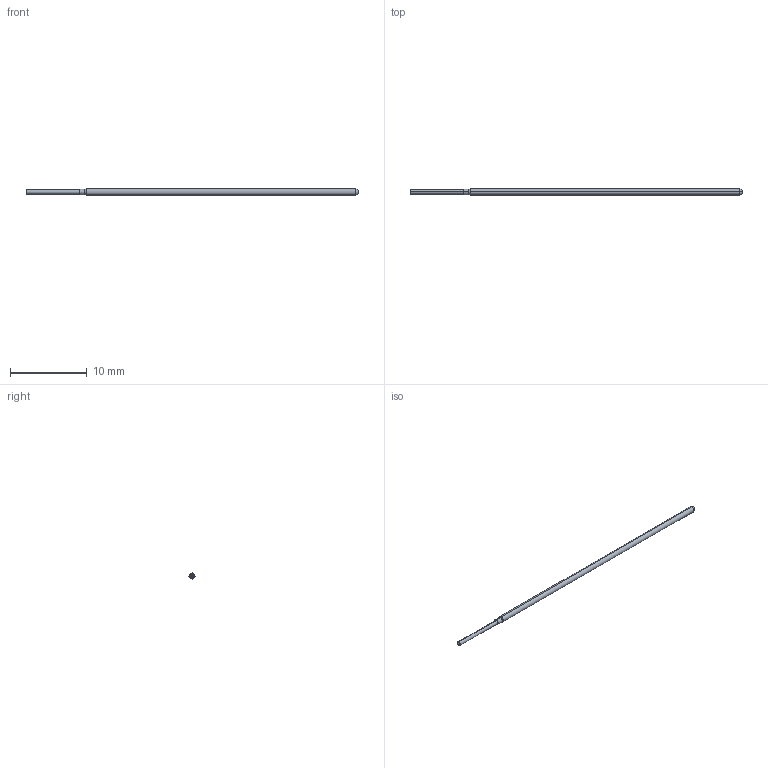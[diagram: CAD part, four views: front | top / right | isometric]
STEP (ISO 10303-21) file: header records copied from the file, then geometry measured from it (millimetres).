
FILE_DESCRIPTION (( 'STEP AP214' ), '1' );
FILE_NAME ('050-2542.STEP', '2022-01-13T14:53:14', ( '' ), ( '' ), 'SwSTEP 2.0', 'SolidWorks 2020', '' );
FILE_SCHEMA (( 'AUTOMOTIVE_DESIGN' ));
Length unit declared in the file: inch
Products named in the file (1): 050-2542
Bounding box: 43.18 x 0.78 x 0.78 mm (x, y, z)
Volume: 18.9 mm3; surface area: 101.1 mm2
Topology: 1 solids, 1 shells, 18 faces, 34 edges, 20 vertices
Faces by surface type: cone 6, cylinder 6, plane 4, torus 2
Entity records: 730 total; most frequent: DIRECTION 94, CARTESIAN_POINT 73, ORIENTED_EDGE 68, AXIS2_PLACEMENT_3D 41, EDGE_CURVE 34, CIRCLE 22, LENGTH_MEASURE_WITH_UNIT 21, UNCERTAINTY_MEASURE_WITH_UNIT 21
